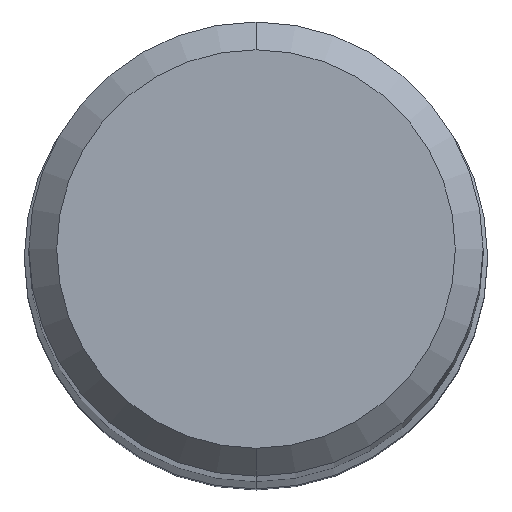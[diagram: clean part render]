
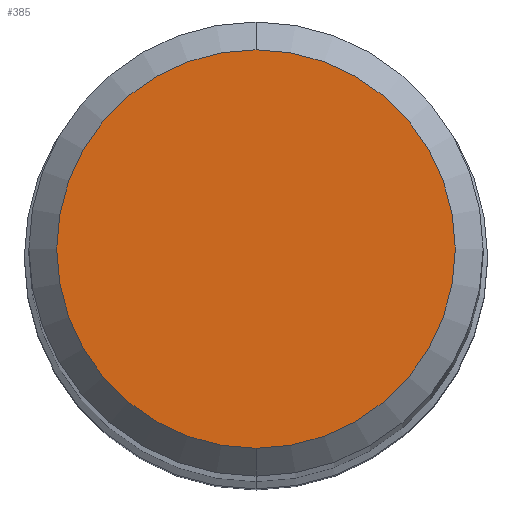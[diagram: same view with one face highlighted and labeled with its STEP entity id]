
A CAD part, top view. The second image highlights one B-rep face of the part: STEP entity #385.
In plain terms, the highlighted planar face has unit normal (0, 0, 1).
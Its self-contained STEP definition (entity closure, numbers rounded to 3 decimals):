
#305=VERTEX_POINT('',#706);
#385=ADVANCED_FACE('',(#792),#793,.T.);
#403=EDGE_CURVE('',#305,#565,#812,.T.);
#467=EDGE_CURVE('',#565,#305,#885,.T.);
#565=VERTEX_POINT('',#992);
#706=CARTESIAN_POINT('',(0.0,2.15,0.0));
#792=FACE_OUTER_BOUND('',#1336,.T.);
#793=PLANE('',#1337);
#812=CIRCLE('',#1363,2.15);
#885=CIRCLE('',#1512,2.15);
#992=CARTESIAN_POINT('',(0.,-2.15,0.0));
#1336=EDGE_LOOP('',(#1977,#1978));
#1337=AXIS2_PLACEMENT_3D('',#1979,#1980,#1981);
#1363=AXIS2_PLACEMENT_3D('',#1998,#1999,#2000);
#1512=AXIS2_PLACEMENT_3D('',#2106,#2107,#2108);
#1977=ORIENTED_EDGE('',*,*,#403,.F.);
#1978=ORIENTED_EDGE('',*,*,#467,.F.);
#1979=CARTESIAN_POINT('',(0.0,1.075,0.0));
#1980=DIRECTION('',(-0.0,0.0,1.0));
#1981=DIRECTION('',(0.0,-1.0,0.0));
#1998=CARTESIAN_POINT('',(0.0,0.0,0.0));
#1999=DIRECTION('',(0.0,0.0,-1.0));
#2000=DIRECTION('',(0.0,1.0,0.0));
#2106=CARTESIAN_POINT('',(0.0,0.0,0.0));
#2107=DIRECTION('',(0.0,0.0,-1.0));
#2108=DIRECTION('',(0.0,1.0,0.0));
